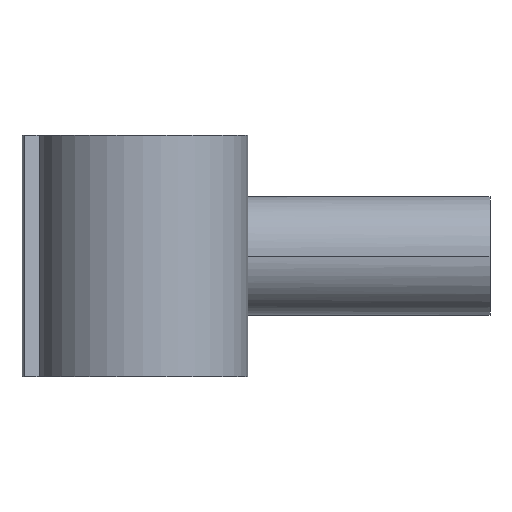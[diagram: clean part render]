
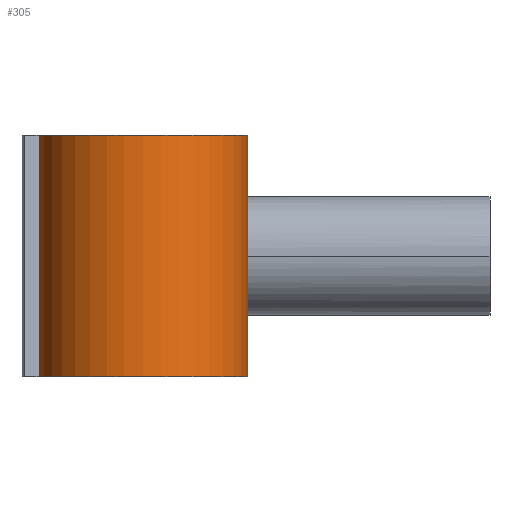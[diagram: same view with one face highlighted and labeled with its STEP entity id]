
A CAD part, front view. The second image highlights one B-rep face of the part: STEP entity #305.
In plain terms, the highlighted cylindrical face has radius 55.667 mm (diameter 111.333 mm), a partial arc.
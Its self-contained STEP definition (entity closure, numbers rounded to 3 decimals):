
#217 = EDGE_CURVE( '', #537, #425, #608, .T. );
#305 = ADVANCED_FACE( '', ( #706 ), #707, .T. );
#335 = EDGE_CURVE( '', #379, #455, #740, .T. );
#379 = VERTEX_POINT( '', #785 );
#425 = VERTEX_POINT( '', #833 );
#437 = EDGE_CURVE( '', #537, #379, #847, .T. );
#455 = VERTEX_POINT( '', #866 );
#537 = VERTEX_POINT( '', #956 );
#581 = EDGE_CURVE( '', #455, #425, #1010, .T. );
#608 = CIRCLE( '', #1029, 55.667 );
#706 = FACE_OUTER_BOUND( '', #1305, .T. );
#707 = CYLINDRICAL_SURFACE( '', #1306, 55.667 );
#740 = CIRCLE( '', #1438, 55.667 );
#785 = CARTESIAN_POINT( '', ( -54.833, -9.6, -64. ) );
#833 = CARTESIAN_POINT( '', ( 54.833, 9.6, 64. ) );
#847 = LINE( '', #1665, #1666 );
#866 = CARTESIAN_POINT( '', ( 54.833, 9.6, -64. ) );
#956 = CARTESIAN_POINT( '', ( -54.833, -9.6, 64. ) );
#1010 = LINE( '', #2149, #2150 );
#1029 = AXIS2_PLACEMENT_3D( '', #2167, #2168, #2169 );
#1305 = EDGE_LOOP( '', ( #2290, #2291, #2292, #2293 ) );
#1306 = AXIS2_PLACEMENT_3D( '', #2294, #2295, #2296 );
#1438 = AXIS2_PLACEMENT_3D( '', #2338, #2339, #2340 );
#1665 = CARTESIAN_POINT( '', ( -54.833, -9.6, 64. ) );
#1666 = VECTOR( '', #2416, 1. );
#2149 = CARTESIAN_POINT( '', ( 54.833, 9.6, 64. ) );
#2150 = VECTOR( '', #2626, 1. );
#2167 = CARTESIAN_POINT( '', ( 0., 0., 64. ) );
#2168 = DIRECTION( '', ( 0., 0., 1. ) );
#2169 = DIRECTION( '', ( -0.985, -0.172, 0. ) );
#2290 = ORIENTED_EDGE( '', *, *, #581, .T. );
#2291 = ORIENTED_EDGE( '', *, *, #217, .F. );
#2292 = ORIENTED_EDGE( '', *, *, #437, .T. );
#2293 = ORIENTED_EDGE( '', *, *, #335, .T. );
#2294 = CARTESIAN_POINT( '', ( 0., 0., 64. ) );
#2295 = DIRECTION( '', ( 0., 0., 1. ) );
#2296 = DIRECTION( '', ( -0.985, -0.172, 0. ) );
#2338 = CARTESIAN_POINT( '', ( 0., 0., -64. ) );
#2339 = DIRECTION( '', ( 0., 0., 1. ) );
#2340 = DIRECTION( '', ( -0.985, -0.172, 0. ) );
#2416 = DIRECTION( '', ( 0., 0., -1. ) );
#2626 = DIRECTION( '', ( 0., 0., 1. ) );
